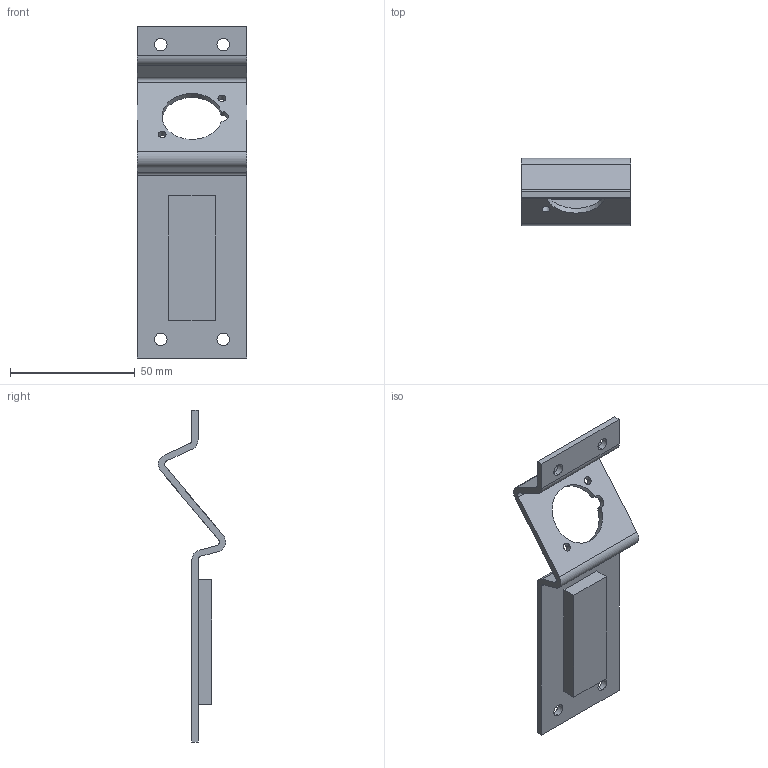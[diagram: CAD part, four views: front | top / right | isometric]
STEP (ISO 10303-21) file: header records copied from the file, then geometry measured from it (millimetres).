
FILE_DESCRIPTION((''),'2;1');
FILE_NAME('D-NZPFD','2011-01-26T',('kma'),(''),'PRO/ENGINEER BY PARAMETRIC TECHNOLOGY CORPORATION, 2009220','PRO/ENGINEER BY PARAMETRIC TECHNOLOGY CORPORATION, 2009220','');
FILE_SCHEMA(('AUTOMOTIVE_DESIGN_CC2 { 1 2 10303 214 -1 1 5 2 }'));
Length unit declared in the file: millimetre
Products named in the file (1): D-NZPFD
Bounding box: 44 x 26.92 x 133 mm (x, y, z)
Volume: 20932.8 mm3; surface area: 14837.5 mm2
Topology: 1 solids, 1 shells, 43 faces, 120 edges, 80 vertices
Faces by surface type: cylinder 22, plane 21
Entity records: 1649 total; most frequent: DIRECTION 250, CARTESIAN_POINT 243, ORIENTED_EDGE 240, COLOUR_RGB 209, EDGE_CURVE 120, AXIS2_PLACEMENT_3D 87, VERTEX_POINT 80, VECTOR 76
